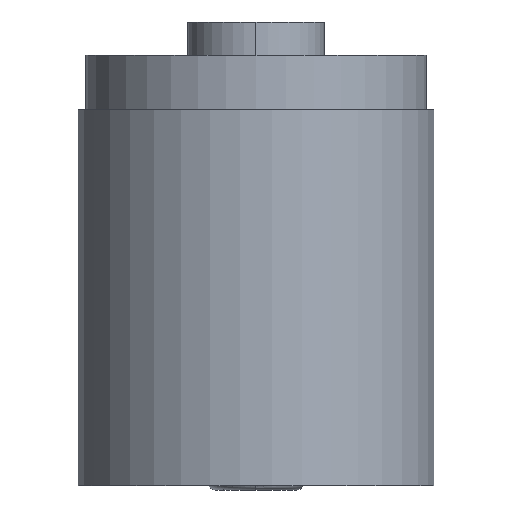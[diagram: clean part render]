
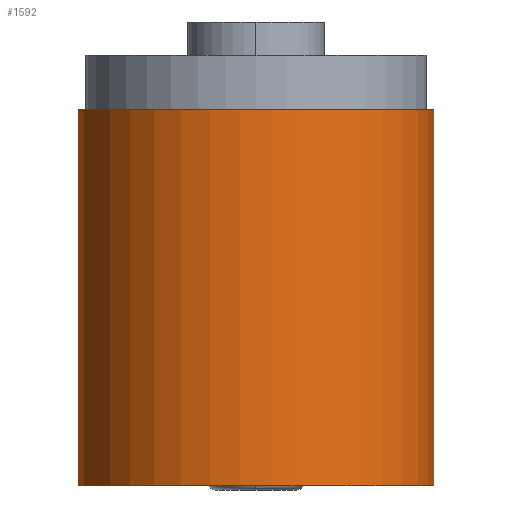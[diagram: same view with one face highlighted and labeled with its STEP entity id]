
A CAD part, front view. The second image highlights one B-rep face of the part: STEP entity #1592.
In plain terms, the highlighted cylindrical face has radius 20.777 mm (diameter 41.554 mm), a partial arc.
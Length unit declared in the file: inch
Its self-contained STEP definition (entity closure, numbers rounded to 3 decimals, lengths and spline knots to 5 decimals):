
#155=CARTESIAN_POINT('',(0.,0.,0.));
#156=DIRECTION('',(0.,0.,1.));
#157=DIRECTION('',(-0.966,0.259,0.));
#158=AXIS2_PLACEMENT_3D('',#155,#156,#157);
#273=DIRECTION('',(0.,0.,1.));
#274=VECTOR('',#273,1.723);
#275=CARTESIAN_POINT('',(0.79017,0.21154,0.));
#276=LINE('',#275,#274);
#280=DIRECTION('',(0.,0.,1.));
#281=VECTOR('',#280,1.723);
#282=CARTESIAN_POINT('',(-0.79017,0.21154,0.));
#283=LINE('',#282,#281);
#308=CARTESIAN_POINT('',(0.,0.,1.723));
#309=DIRECTION('',(0.,0.,1.));
#310=DIRECTION('',(-0.966,0.259,0.));
#311=AXIS2_PLACEMENT_3D('',#308,#309,#310);
#1160=CARTESIAN_POINT('',(-0.79017,0.21154,0.));
#1161=VERTEX_POINT('',#1160);
#1162=CARTESIAN_POINT('',(0.79017,0.21154,0.));
#1163=VERTEX_POINT('',#1162);
#1168=CARTESIAN_POINT('',(-0.79017,0.21154,1.723));
#1169=VERTEX_POINT('',#1168);
#1170=CARTESIAN_POINT('',(0.79017,0.21154,1.723));
#1171=VERTEX_POINT('',#1170);
#1579=CARTESIAN_POINT('',(0.,0.,0.));
#1580=DIRECTION('',(0.,0.,1.));
#1581=DIRECTION('',(1.,0.,0.));
#1582=AXIS2_PLACEMENT_3D('',#1579,#1580,#1581);
#1583=CYLINDRICAL_SURFACE('',#1582,0.818);
#1584=ORIENTED_EDGE('',*,*,#1508,.F.);
#1586=ORIENTED_EDGE('',*,*,#1585,.T.);
#1588=ORIENTED_EDGE('',*,*,#1587,.T.);
#1589=ORIENTED_EDGE('',*,*,#1571,.F.);
#1590=EDGE_LOOP('',(#1584,#1586,#1588,#1589));
#1591=FACE_OUTER_BOUND('',#1590,.F.);
#159=CIRCLE('',#158,0.818);
#312=CIRCLE('',#311,0.818);
#1508=EDGE_CURVE('',#1161,#1163,#159,.T.);
#1571=EDGE_CURVE('',#1163,#1171,#276,.T.);
#1585=EDGE_CURVE('',#1161,#1169,#283,.T.);
#1587=EDGE_CURVE('',#1169,#1171,#312,.T.);
#1592=ADVANCED_FACE('',(#1591),#1583,.T.);
